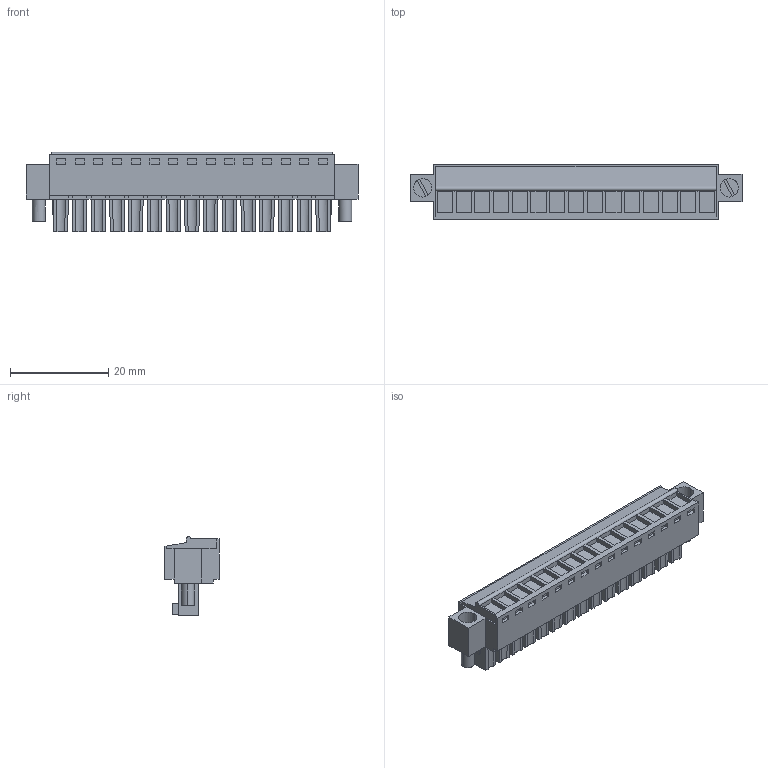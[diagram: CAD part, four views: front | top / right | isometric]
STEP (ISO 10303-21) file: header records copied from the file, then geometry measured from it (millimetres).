
FILE_DESCRIPTION(('CATIA V5 STEP','CAx-IF Rec.Pracs.--- Model Styling and Organization---1.2---2011-12-15'),'2;1');
FILE_NAME ('D1459741_0_1941140000_1941140000.stp','2017-04-14T13:26:53+00:00',('none'),('Weidmueller'),'CATIA Version 5-6 Release 2014','CATIA V5 STEP AP214','none');
FILE_SCHEMA(('AUTOMOTIVE_DESIGN { 1 0 10303 214 1 1 1 1 }'));
Length unit declared in the file: millimetre
Products named in the file (1): 1941140000
Bounding box: 67.54 x 11.1 x 16.1 mm (x, y, z)
Volume: 6243.5 mm3; surface area: 5883.8 mm2
Topology: 18 solids, 18 shells, 784 faces, 1963 edges, 1294 vertices
Faces by surface type: plane 647, cylinder 137
Entity records: 21490 total; most frequent: CARTESIAN_POINT 4104, ORIENTED_EDGE 3926, DIRECTION 2818, EDGE_CURVE 1963, VECTOR 1591, LINE 1591, VERTEX_POINT 1294, EDGE_LOOP 867
